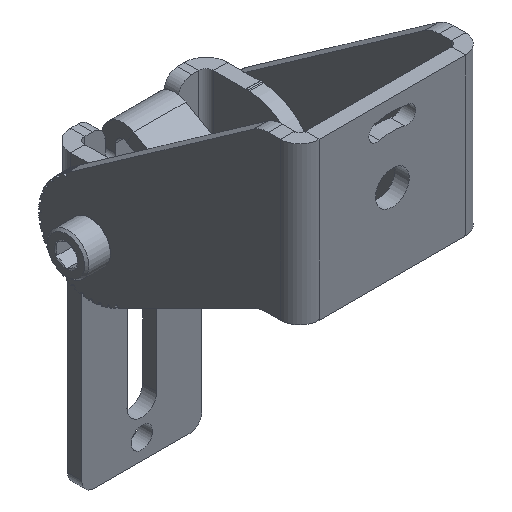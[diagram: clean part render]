
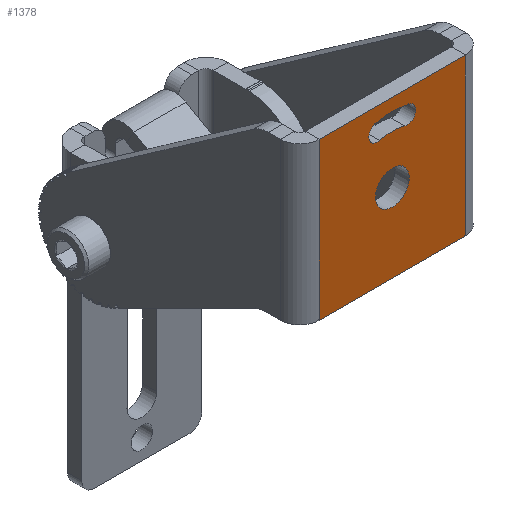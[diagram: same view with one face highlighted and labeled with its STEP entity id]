
A CAD part, isometric view. The second image highlights one B-rep face of the part: STEP entity #1378.
In plain terms, the highlighted planar face has unit normal (0, -1, 0).
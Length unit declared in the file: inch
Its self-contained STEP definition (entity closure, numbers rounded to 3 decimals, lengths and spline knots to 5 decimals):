
#71 = DIRECTION ( 'NONE',  ( 0., 0., 1. ) ) ;
#111 = LINE ( 'NONE', #2484, #11603 ) ;
#304 = VERTEX_POINT ( 'NONE', #7526 ) ;
#395 = CARTESIAN_POINT ( 'NONE',  ( -0.14235, 0., 0.53126 ) ) ;
#502 = VERTEX_POINT ( 'NONE', #13886 ) ;
#685 = DIRECTION ( 'NONE',  ( 1., 0., 0. ) ) ;
#731 = AXIS2_PLACEMENT_3D ( 'NONE', #11273, #14855, #3983 ) ;
#804 = ORIENTED_EDGE ( 'NONE', *, *, #8295, .T. ) ;
#894 = ORIENTED_EDGE ( 'NONE', *, *, #12775, .F. ) ;
#1000 = EDGE_CURVE ( 'NONE', #8175, #4231, #9513, .T. ) ;
#1017 = EDGE_LOOP ( 'NONE', ( #11736, #4508, #5724, #13905 ) ) ;
#1029 = CARTESIAN_POINT ( 'NONE',  ( -0.7, 0., 0.75 ) ) ;
#1048 = DIRECTION ( 'NONE',  ( 0., -1., 0. ) ) ;
#1378 = ADVANCED_FACE ( 'NONE', ( #13515, #8439, #2594 ), #7263, .F. ) ;
#1574 = DIRECTION ( 'NONE',  ( 0., -1., 0. ) ) ;
#2006 = DIRECTION ( 'NONE',  ( 0., 0., 1. ) ) ;
#2484 = CARTESIAN_POINT ( 'NONE',  ( 0.7, 0., -0.75 ) ) ;
#2594 = FACE_OUTER_BOUND ( 'NONE', #1017, .T. ) ;
#2825 = CARTESIAN_POINT ( 'NONE',  ( 0., 0., 0.1615 ) ) ;
#3025 = CARTESIAN_POINT ( 'NONE',  ( 0., 0., 0. ) ) ;
#3125 = CARTESIAN_POINT ( 'NONE',  ( -0.75, 0., 0.75 ) ) ;
#3145 = AXIS2_PLACEMENT_3D ( 'NONE', #14668, #1048, #6110 ) ;
#3703 = CARTESIAN_POINT ( 'NONE',  ( 0., 0., 0. ) ) ;
#3781 = DIRECTION ( 'NONE',  ( 0., 0., 1. ) ) ;
#3983 = DIRECTION ( 'NONE',  ( 0., 0., 1. ) ) ;
#4231 = VERTEX_POINT ( 'NONE', #5968 ) ;
#4395 = DIRECTION ( 'NONE',  ( -1., 0., 0. ) ) ;
#4508 = ORIENTED_EDGE ( 'NONE', *, *, #12477, .F. ) ;
#4514 = VECTOR ( 'NONE', #4395, 39.37008 ) ;
#4515 = CIRCLE ( 'NONE', #731, 0.6325 ) ;
#4837 = EDGE_CURVE ( 'NONE', #8730, #8175, #10294, .T. ) ;
#4886 = CARTESIAN_POINT ( 'NONE',  ( -0.1637, 0., 0.61095 ) ) ;
#5189 = AXIS2_PLACEMENT_3D ( 'NONE', #7404, #12255, #71 ) ;
#5213 = ORIENTED_EDGE ( 'NONE', *, *, #4837, .F. ) ;
#5583 = CARTESIAN_POINT ( 'NONE',  ( -0.75, 0., -0.75 ) ) ;
#5724 = ORIENTED_EDGE ( 'NONE', *, *, #15192, .T. ) ;
#5968 = CARTESIAN_POINT ( 'NONE',  ( 0.1637, 0., 0.61095 ) ) ;
#6101 = CIRCLE ( 'NONE', #8367, 0.1615 ) ;
#6110 = DIRECTION ( 'NONE',  ( 0., 0., 1. ) ) ;
#6260 = VERTEX_POINT ( 'NONE', #8960 ) ;
#6407 = DIRECTION ( 'NONE',  ( 0., 0., 1. ) ) ;
#6808 = DIRECTION ( 'NONE',  ( 0., 0., -1. ) ) ;
#7263 = PLANE ( 'NONE',  #5189 ) ;
#7404 = CARTESIAN_POINT ( 'NONE',  ( 0., 0., 0. ) ) ;
#7526 = CARTESIAN_POINT ( 'NONE',  ( 0.7, 0., -0.75 ) ) ;
#7764 = DIRECTION ( 'NONE',  ( 0., 1., 0. ) ) ;
#8175 = VERTEX_POINT ( 'NONE', #11992 ) ;
#8295 = EDGE_CURVE ( 'NONE', #12577, #12577, #6101, .T. ) ;
#8367 = AXIS2_PLACEMENT_3D ( 'NONE', #3025, #7764, #2006 ) ;
#8439 = FACE_BOUND ( 'NONE', #14929, .T. ) ;
#8551 = DIRECTION ( 'NONE',  ( 0., 0., 1. ) ) ;
#8730 = VERTEX_POINT ( 'NONE', #13732 ) ;
#8960 = CARTESIAN_POINT ( 'NONE',  ( -0.7, 0., -0.75 ) ) ;
#9513 = CIRCLE ( 'NONE', #3145, 0.0825 ) ;
#10294 = CIRCLE ( 'NONE', #11310, 0.4675 ) ;
#10326 = VECTOR ( 'NONE', #685, 39.37008 ) ;
#10407 = ORIENTED_EDGE ( 'NONE', *, *, #1000, .F. ) ;
#10625 = AXIS2_PLACEMENT_3D ( 'NONE', #395, #1574, #6407 ) ;
#10663 = LINE ( 'NONE', #3125, #10326 ) ;
#10860 = VECTOR ( 'NONE', #6808, 39.37008 ) ;
#11273 = CARTESIAN_POINT ( 'NONE',  ( 0., 0., 0. ) ) ;
#11310 = AXIS2_PLACEMENT_3D ( 'NONE', #3703, #11968, #3781 ) ;
#11603 = VECTOR ( 'NONE', #8551, 39.37008 ) ;
#11736 = ORIENTED_EDGE ( 'NONE', *, *, #13038, .T. ) ;
#11968 = DIRECTION ( 'NONE',  ( 0., 1., 0. ) ) ;
#11992 = CARTESIAN_POINT ( 'NONE',  ( 0.121, 0., 0.45157 ) ) ;
#12255 = DIRECTION ( 'NONE',  ( 0., 1., 0. ) ) ;
#12477 = EDGE_CURVE ( 'NONE', #12585, #502, #10663, .T. ) ;
#12577 = VERTEX_POINT ( 'NONE', #2825 ) ;
#12585 = VERTEX_POINT ( 'NONE', #15013 ) ;
#12775 = EDGE_CURVE ( 'NONE', #4231, #15323, #4515, .T. ) ;
#13038 = EDGE_CURVE ( 'NONE', #304, #502, #111, .T. ) ;
#13515 = FACE_BOUND ( 'NONE', #14269, .T. ) ;
#13732 = CARTESIAN_POINT ( 'NONE',  ( -0.121, 0., 0.45157 ) ) ;
#13886 = CARTESIAN_POINT ( 'NONE',  ( 0.7, 0., 0.75 ) ) ;
#13905 = ORIENTED_EDGE ( 'NONE', *, *, #14734, .F. ) ;
#14015 = ORIENTED_EDGE ( 'NONE', *, *, #14047, .F. ) ;
#14047 = EDGE_CURVE ( 'NONE', #15323, #8730, #14120, .T. ) ;
#14120 = CIRCLE ( 'NONE', #10625, 0.0825 ) ;
#14158 = LINE ( 'NONE', #5583, #4514 ) ;
#14269 = EDGE_LOOP ( 'NONE', ( #5213, #14015, #894, #10407 ) ) ;
#14338 = LINE ( 'NONE', #1029, #10860 ) ;
#14668 = CARTESIAN_POINT ( 'NONE',  ( 0.14235, 0., 0.53126 ) ) ;
#14734 = EDGE_CURVE ( 'NONE', #304, #6260, #14158, .T. ) ;
#14855 = DIRECTION ( 'NONE',  ( 0., -1., 0. ) ) ;
#14929 = EDGE_LOOP ( 'NONE', ( #804 ) ) ;
#15013 = CARTESIAN_POINT ( 'NONE',  ( -0.7, 0., 0.75 ) ) ;
#15192 = EDGE_CURVE ( 'NONE', #12585, #6260, #14338, .T. ) ;
#15323 = VERTEX_POINT ( 'NONE', #4886 ) ;
